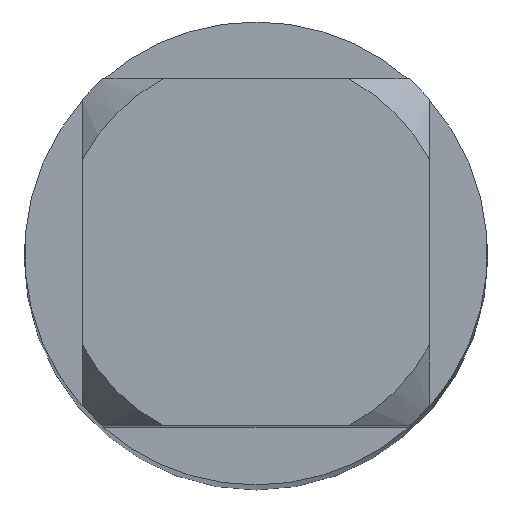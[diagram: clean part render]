
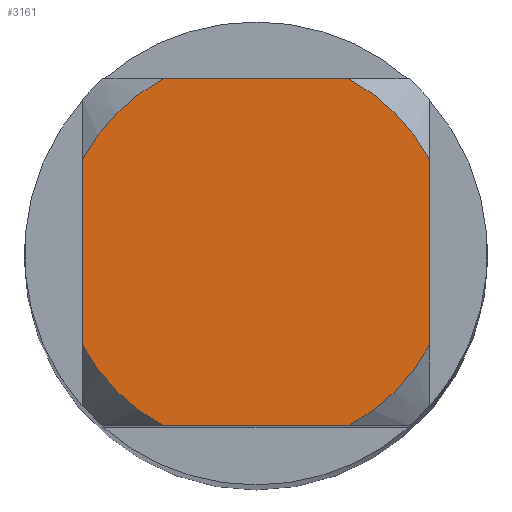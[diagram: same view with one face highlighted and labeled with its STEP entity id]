
A CAD part, top view. The second image highlights one B-rep face of the part: STEP entity #3161.
In plain terms, the highlighted planar face has unit normal (0, 0, 1).
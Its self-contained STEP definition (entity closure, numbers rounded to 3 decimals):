
#1725=EDGE_CURVE('',#4287,#1943,#5095,.T.);
#1943=VERTEX_POINT('',#5330);
#2125=EDGE_CURVE('',#4399,#4465,#5532,.T.);
#2129=VERTEX_POINT('',#5537);
#2309=EDGE_CURVE('',#4421,#4891,#5739,.T.);
#2319=EDGE_CURVE('',#4399,#3233,#5749,.T.);
#2369=EDGE_CURVE('',#4421,#4465,#5806,.T.);
#3161=ADVANCED_FACE('',(#6657),#6658,.T.);
#3233=VERTEX_POINT('',#6735);
#3249=EDGE_CURVE('',#4287,#3233,#6753,.T.);
#4011=EDGE_CURVE('',#2129,#1943,#7578,.T.);
#4287=VERTEX_POINT('',#7875);
#4399=VERTEX_POINT('',#7995);
#4421=VERTEX_POINT('',#8018);
#4465=VERTEX_POINT('',#8067);
#4701=EDGE_CURVE('',#2129,#4891,#8327,.T.);
#4891=VERTEX_POINT('',#8534);
#5095=LINE('',#8761,#8762);
#5330=CARTESIAN_POINT('',(-1.5,-0.8,0.0));
#5532=CIRCLE('',#9812,1.7);
#5537=CARTESIAN_POINT('',(-0.8,-1.5,0.0));
#5739=CIRCLE('',#10238,1.7);
#5749=LINE('',#10260,#10261);
#5806=LINE('',#10357,#10358);
#6657=FACE_OUTER_BOUND('',#12515,.T.);
#6658=PLANE('',#12516);
#6735=CARTESIAN_POINT('',(-0.8,1.5,0.0));
#6753=CIRCLE('',#12896,1.7);
#7578=CIRCLE('',#14854,1.7);
#7875=CARTESIAN_POINT('',(-1.5,0.8,0.0));
#7995=CARTESIAN_POINT('',(0.8,1.5,0.0));
#8018=CARTESIAN_POINT('',(1.5,-0.8,0.0));
#8067=CARTESIAN_POINT('',(1.5,0.8,0.0));
#8327=LINE('',#16981,#16982);
#8534=CARTESIAN_POINT('',(0.8,-1.5,0.0));
#8761=CARTESIAN_POINT('',(-1.5,0.425,0.0));
#8762=VECTOR('',#18042,1.0);
#9812=AXIS2_PLACEMENT_3D('',#18587,#18588,#18589);
#10238=AXIS2_PLACEMENT_3D('',#18842,#18843,#18844);
#10260=CARTESIAN_POINT('',(0.0,1.5,0.0));
#10261=VECTOR('',#18848,1.0);
#10357=CARTESIAN_POINT('',(1.5,0.425,0.0));
#10358=VECTOR('',#18946,1.0);
#12515=EDGE_LOOP('',(#19710,#19711,#19712,#19713,#19714,#19715,#19716,#19717));
#12516=AXIS2_PLACEMENT_3D('',#19718,#19719,#19720);
#12896=AXIS2_PLACEMENT_3D('',#19936,#19937,#19938);
#14854=AXIS2_PLACEMENT_3D('',#20687,#20688,#20689);
#16981=CARTESIAN_POINT('',(0.0,-1.5,0.0));
#16982=VECTOR('',#21541,1.0);
#18042=DIRECTION('',(-0.0,-1.0,0.0));
#18587=CARTESIAN_POINT('',(0.0,0.0,0.0));
#18588=DIRECTION('',(0.0,0.0,-1.0));
#18589=DIRECTION('',(0.0,1.0,0.0));
#18842=CARTESIAN_POINT('',(0.0,0.0,0.0));
#18843=DIRECTION('',(0.0,0.0,-1.0));
#18844=DIRECTION('',(0.0,1.0,0.0));
#18848=DIRECTION('',(-1.0,0.0,0.0));
#18946=DIRECTION('',(-0.0,1.0,0.0));
#19710=ORIENTED_EDGE('',*,*,#1725,.T.);
#19711=ORIENTED_EDGE('',*,*,#4011,.F.);
#19712=ORIENTED_EDGE('',*,*,#4701,.T.);
#19713=ORIENTED_EDGE('',*,*,#2309,.F.);
#19714=ORIENTED_EDGE('',*,*,#2369,.T.);
#19715=ORIENTED_EDGE('',*,*,#2125,.F.);
#19716=ORIENTED_EDGE('',*,*,#2319,.T.);
#19717=ORIENTED_EDGE('',*,*,#3249,.F.);
#19718=CARTESIAN_POINT('',(0.0,0.85,0.0));
#19719=DIRECTION('',(-0.0,0.0,1.0));
#19720=DIRECTION('',(0.0,-1.0,0.0));
#19936=CARTESIAN_POINT('',(0.0,0.0,0.0));
#19937=DIRECTION('',(0.0,0.0,-1.0));
#19938=DIRECTION('',(0.0,1.0,0.0));
#20687=CARTESIAN_POINT('',(0.0,0.0,0.0));
#20688=DIRECTION('',(0.0,0.0,-1.0));
#20689=DIRECTION('',(0.0,1.0,0.0));
#21541=DIRECTION('',(1.0,0.0,0.0));
